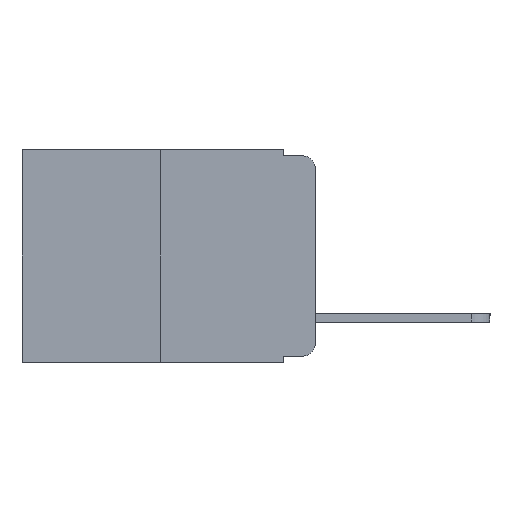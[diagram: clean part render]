
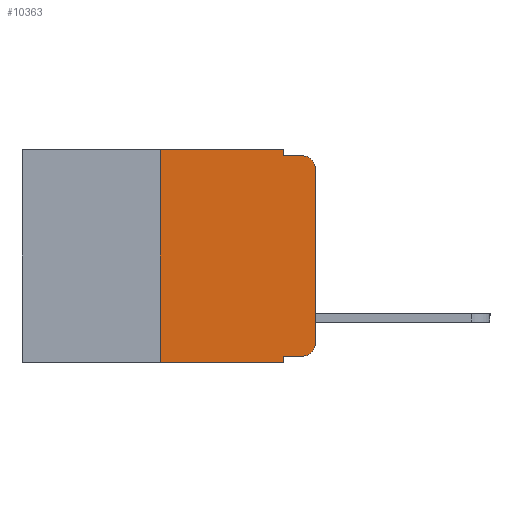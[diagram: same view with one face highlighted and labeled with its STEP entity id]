
A CAD part, left-side view. The second image highlights one B-rep face of the part: STEP entity #10363.
In plain terms, the highlighted planar face has unit normal (-1, 0, 0).
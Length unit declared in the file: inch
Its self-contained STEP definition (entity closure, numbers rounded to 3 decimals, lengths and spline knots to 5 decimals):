
#168 = CARTESIAN_POINT ( 'NONE',  ( 0., 0.051, -0.333 ) ) ;
#360 = VECTOR ( 'NONE', #1561, 39.37008 ) ;
#567 = DIRECTION ( 'NONE',  ( 0., 0., -1. ) ) ;
#641 = CARTESIAN_POINT ( 'NONE',  ( 0., 0., -0.313 ) ) ;
#686 = CARTESIAN_POINT ( 'NONE',  ( 0., 0.051, 0. ) ) ;
#708 = ORIENTED_EDGE ( 'NONE', *, *, #4869, .T. ) ;
#788 = DIRECTION ( 'NONE',  ( 0., 0., 1. ) ) ;
#831 = VERTEX_POINT ( 'NONE', #3381 ) ;
#911 = LINE ( 'NONE', #2793, #9917 ) ;
#955 = CARTESIAN_POINT ( 'NONE',  ( 0., 0., 0. ) ) ;
#1117 = CARTESIAN_POINT ( 'NONE',  ( 0., 0.473, -0.343 ) ) ;
#1228 = PLANE ( 'NONE',  #8551 ) ;
#1304 = EDGE_CURVE ( 'NONE', #3240, #831, #4548, .T. ) ;
#1348 = DIRECTION ( 'NONE',  ( 0., 0., -1. ) ) ;
#1463 = DIRECTION ( 'NONE',  ( -1., 0., 0. ) ) ;
#1466 = CARTESIAN_POINT ( 'NONE',  ( 0., 0.02, -0.313 ) ) ;
#1561 = DIRECTION ( 'NONE',  ( 0., 0., -1. ) ) ;
#1615 = CARTESIAN_POINT ( 'NONE',  ( 0., 0.25, 0. ) ) ;
#1786 = VERTEX_POINT ( 'NONE', #10051 ) ;
#1948 = LINE ( 'NONE', #2246, #3715 ) ;
#1950 = AXIS2_PLACEMENT_3D ( 'NONE', #10992, #5829, #567 ) ;
#2014 = LINE ( 'NONE', #1615, #6415 ) ;
#2022 = ORIENTED_EDGE ( 'NONE', *, *, #8362, .F. ) ;
#2211 = DIRECTION ( 'NONE',  ( 0., 0., -1. ) ) ;
#2246 = CARTESIAN_POINT ( 'NONE',  ( 0., 0.051, 0. ) ) ;
#2310 = DIRECTION ( 'NONE',  ( 0., -1., 0. ) ) ;
#2339 = VECTOR ( 'NONE', #788, 39.37008 ) ;
#2492 = DIRECTION ( 'NONE',  ( 0., 0., 1. ) ) ;
#2622 = CARTESIAN_POINT ( 'NONE',  ( 0., 0.25, -0.343 ) ) ;
#2664 = ORIENTED_EDGE ( 'NONE', *, *, #3442, .F. ) ;
#2722 = CIRCLE ( 'NONE', #1950, 0.02 ) ;
#2793 = CARTESIAN_POINT ( 'NONE',  ( 0., 0.051, -0.01 ) ) ;
#2963 = CARTESIAN_POINT ( 'NONE',  ( 0., 0.473, 0. ) ) ;
#3240 = VERTEX_POINT ( 'NONE', #6619 ) ;
#3355 = ORIENTED_EDGE ( 'NONE', *, *, #7591, .T. ) ;
#3381 = CARTESIAN_POINT ( 'NONE',  ( 0., 0.02, -0.333 ) ) ;
#3437 = CIRCLE ( 'NONE', #7112, 0.02 ) ;
#3442 = EDGE_CURVE ( 'NONE', #3519, #1786, #911, .T. ) ;
#3519 = VERTEX_POINT ( 'NONE', #10625 ) ;
#3715 = VECTOR ( 'NONE', #2211, 39.37008 ) ;
#3872 = DIRECTION ( 'NONE',  ( 0., 0., -1. ) ) ;
#4405 = VERTEX_POINT ( 'NONE', #8112 ) ;
#4420 = CARTESIAN_POINT ( 'NONE',  ( 0., 0., -0.03 ) ) ;
#4548 = LINE ( 'NONE', #168, #11194 ) ;
#4556 = VERTEX_POINT ( 'NONE', #6469 ) ;
#4686 = LINE ( 'NONE', #955, #2339 ) ;
#4737 = LINE ( 'NONE', #1117, #11106 ) ;
#4853 = EDGE_CURVE ( 'NONE', #3240, #4405, #1948, .T. ) ;
#4869 = EDGE_CURVE ( 'NONE', #831, #8893, #3437, .T. ) ;
#4903 = ORIENTED_EDGE ( 'NONE', *, *, #9444, .F. ) ;
#4924 = DIRECTION ( 'NONE',  ( 0., -1., 0. ) ) ;
#4935 = EDGE_CURVE ( 'NONE', #8893, #10769, #4686, .T. ) ;
#5252 = ORIENTED_EDGE ( 'NONE', *, *, #4853, .F. ) ;
#5548 = DIRECTION ( 'NONE',  ( 0., -1., 0. ) ) ;
#5580 = ORIENTED_EDGE ( 'NONE', *, *, #4935, .T. ) ;
#5829 = DIRECTION ( 'NONE',  ( -1., 0., 0. ) ) ;
#6415 = VECTOR ( 'NONE', #2492, 39.37008 ) ;
#6469 = CARTESIAN_POINT ( 'NONE',  ( 0., 0.25, 0. ) ) ;
#6619 = CARTESIAN_POINT ( 'NONE',  ( 0., 0.051, -0.333 ) ) ;
#6804 = FACE_OUTER_BOUND ( 'NONE', #8871, .T. ) ;
#6874 = ORIENTED_EDGE ( 'NONE', *, *, #8937, .F. ) ;
#7112 = AXIS2_PLACEMENT_3D ( 'NONE', #1466, #1463, #1348 ) ;
#7542 = VERTEX_POINT ( 'NONE', #10927 ) ;
#7549 = CARTESIAN_POINT ( 'NONE',  ( 0., 0.473, 0. ) ) ;
#7591 = EDGE_CURVE ( 'NONE', #10769, #1786, #2722, .T. ) ;
#7804 = VERTEX_POINT ( 'NONE', #2622 ) ;
#8112 = CARTESIAN_POINT ( 'NONE',  ( 0., 0.051, -0.343 ) ) ;
#8173 = LINE ( 'NONE', #686, #360 ) ;
#8188 = ORIENTED_EDGE ( 'NONE', *, *, #10300, .T. ) ;
#8344 = DIRECTION ( 'NONE',  ( 0., -1., 0. ) ) ;
#8362 = EDGE_CURVE ( 'NONE', #7804, #4556, #2014, .T. ) ;
#8551 = AXIS2_PLACEMENT_3D ( 'NONE', #2963, #9101, #3872 ) ;
#8552 = VECTOR ( 'NONE', #4924, 39.37008 ) ;
#8829 = LINE ( 'NONE', #7549, #8552 ) ;
#8871 = EDGE_LOOP ( 'NONE', ( #5580, #3355, #2664, #6874, #4903, #2022, #8188, #5252, #10667, #708 ) ) ;
#8893 = VERTEX_POINT ( 'NONE', #641 ) ;
#8937 = EDGE_CURVE ( 'NONE', #7542, #3519, #8173, .T. ) ;
#9101 = DIRECTION ( 'NONE',  ( 1., 0., 0. ) ) ;
#9444 = EDGE_CURVE ( 'NONE', #4556, #7542, #8829, .T. ) ;
#9917 = VECTOR ( 'NONE', #2310, 39.37008 ) ;
#10051 = CARTESIAN_POINT ( 'NONE',  ( 0., 0.02, -0.01 ) ) ;
#10300 = EDGE_CURVE ( 'NONE', #7804, #4405, #4737, .T. ) ;
#10363 = ADVANCED_FACE ( 'NONE', ( #6804 ), #1228, .F. ) ;
#10625 = CARTESIAN_POINT ( 'NONE',  ( 0., 0.051, -0.01 ) ) ;
#10667 = ORIENTED_EDGE ( 'NONE', *, *, #1304, .T. ) ;
#10769 = VERTEX_POINT ( 'NONE', #4420 ) ;
#10927 = CARTESIAN_POINT ( 'NONE',  ( 0., 0.051, 0. ) ) ;
#10992 = CARTESIAN_POINT ( 'NONE',  ( 0., 0.02, -0.03 ) ) ;
#11106 = VECTOR ( 'NONE', #5548, 39.37008 ) ;
#11194 = VECTOR ( 'NONE', #8344, 39.37008 ) ;
